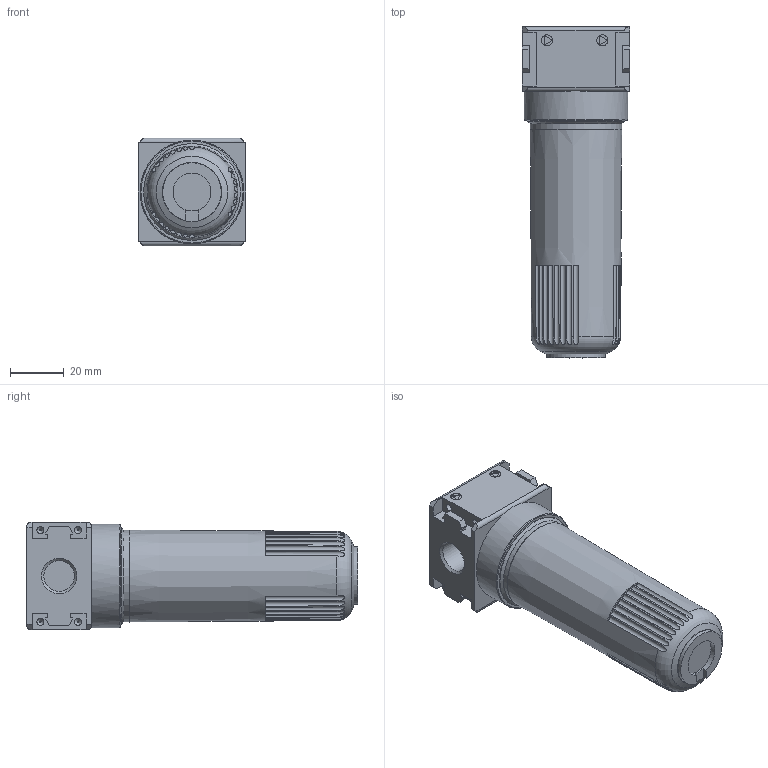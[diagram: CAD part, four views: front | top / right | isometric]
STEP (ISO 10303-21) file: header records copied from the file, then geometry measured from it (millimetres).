
FILE_DESCRIPTION( ( 'STEP AP203' ), ' ' );
FILE_NAME( '9.1301.00.070.stp', '2017-04-07T08:49:50', ( '' ), ( '' ), ' ', 'PARTsolutions', ' ' );
FILE_SCHEMA( ( 'CONFIG_CONTROL_DESIGN' ) );
Length unit declared in the file: millimetre
Products named in the file (3): 9.1301.00.070; _FA 06 M-1(00)-1; _FA 06 M-1--P1
Assembly tree (2 placements, depth 2):
  9.1301.00.070
    _FA 06 M-1(00)-1
    _FA 06 M-1--P1
Bounding box: 40 x 123.3 x 40 mm (x, y, z)
Volume: 122422 mm3; surface area: 21571.8 mm2
Topology: 2 solids, 2 shells, 201 faces, 516 edges, 342 vertices
Faces by surface type: plane 138, cylinder 51, cone 8, torus 3, sphere 1
Full cylindrical faces by diameter (mm): 2.6 x4, 3 x4, 4.1 x4, 11.445 x2, 14.1 x1, 16 x1, 20.3 x1, 34 x1, 36 x1, 38.5 x1
Entity records: 7020 total; most frequent: CARTESIAN_POINT 2205, ORIENTED_EDGE 954, DIRECTION 948, EDGE_CURVE 477, AXIS2_PLACEMENT_3D 343, VERTEX_POINT 334, LINE 262, VECTOR 262
